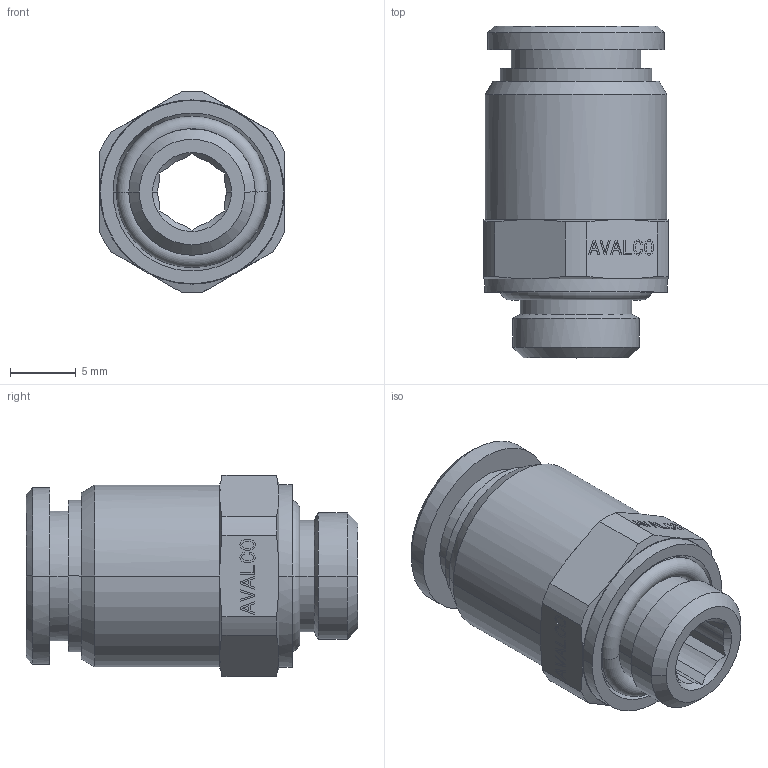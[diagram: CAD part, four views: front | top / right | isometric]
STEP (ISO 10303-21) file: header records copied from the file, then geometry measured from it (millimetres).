
FILE_DESCRIPTION(('CATIA V5 STEP Exchange'),'2;1');
FILE_NAME('PN511B-08G18.stp','2018-04-14T17:46:49+00:00',('none'),('none'),'CATIA Version 5 Release 21 GA (IN-10)','CATIA V5 STEP AP203','none');
FILE_SCHEMA(('CONFIG_CONTROL_DESIGN'));
Length unit declared in the file: millimetre
Products named in the file (1): PN511B-08G18
Bounding box: 14 x 25.2 x 15.29 mm (x, y, z)
Volume: 2141 mm3; surface area: 2167.2 mm2
Topology: 2 solids, 2 shells, 425 faces, 1135 edges, 746 vertices
Faces by surface type: plane 363, cylinder 30, cone 28, torus 4
Entity records: 13052 total; most frequent: CARTESIAN_POINT 2800, ORIENTED_EDGE 2270, DIRECTION 1784, EDGE_CURVE 1135, VECTOR 991, LINE 991, VERTEX_POINT 746, EDGE_LOOP 461
